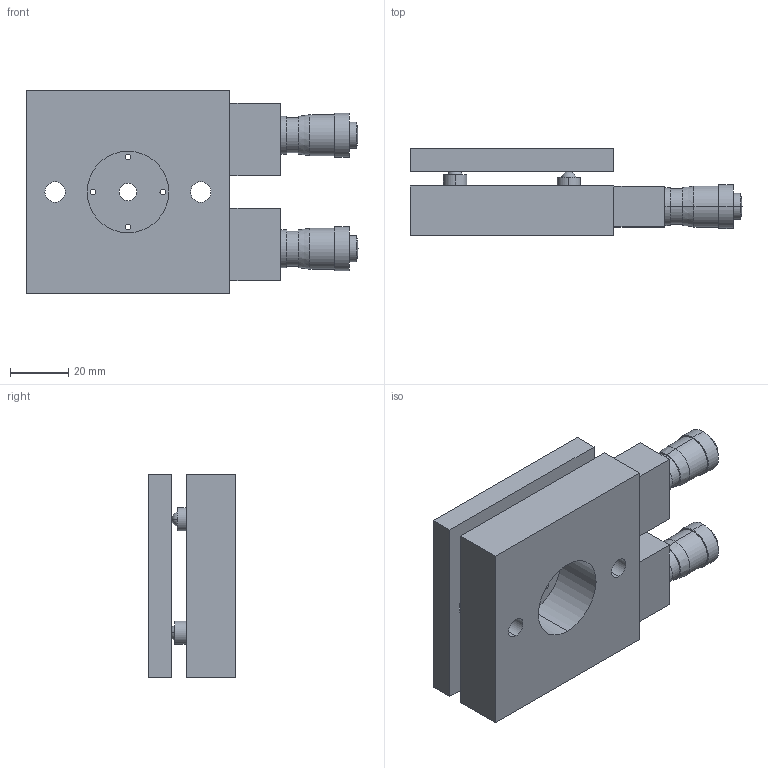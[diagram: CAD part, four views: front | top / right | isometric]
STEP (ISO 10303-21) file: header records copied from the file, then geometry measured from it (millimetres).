
FILE_DESCRIPTION (( 'STEP AP203' ), '1' );
FILE_NAME ('66551.STEP', '2010-01-20T07:39:41', ( '' ), ( '' ), 'SwSTEP 2.0', 'SolidWorks 2007', '' );
FILE_SCHEMA (( 'CONFIG_CONTROL_DESIGN' ));
Length unit declared in the file: millimetre
Products named in the file (2): 66551; 66551_蹬怮椔
Assembly tree (1 placements, depth 2):
  66551
    66551_蹬怮椔
Bounding box: 114 x 30 x 70 mm (x, y, z)
Volume: 124593 mm3; surface area: 39901.6 mm2
Topology: 4 solids, 4 shells, 159 faces, 377 edges, 248 vertices
Faces by surface type: cylinder 96, plane 47, sphere 8, cone 4, torus 4
Entity records: 4953 total; most frequent: DIRECTION 915, CARTESIAN_POINT 784, ORIENTED_EDGE 746, AXIS2_PLACEMENT_3D 379, EDGE_CURVE 373, VERTEX_POINT 248, EDGE_LOOP 233, CIRCLE 216
